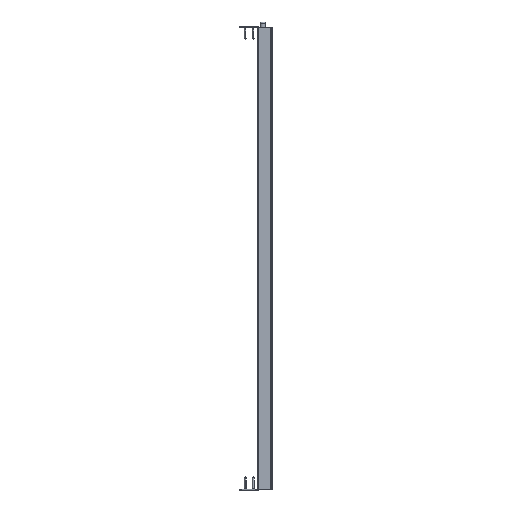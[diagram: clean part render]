
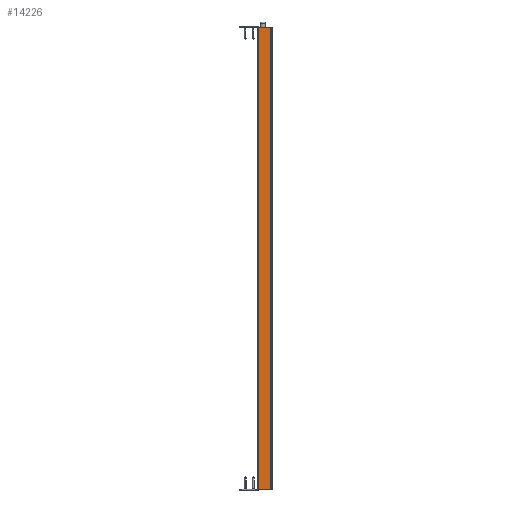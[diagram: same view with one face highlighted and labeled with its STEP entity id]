
A CAD part, left-side view. The second image highlights one B-rep face of the part: STEP entity #14226.
In plain terms, the highlighted planar face has unit normal (-1, 0, 0).
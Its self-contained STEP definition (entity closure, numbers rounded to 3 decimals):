
#811 = VERTEX_POINT ( 'NONE', #36288 ) ;
#1609 = VERTEX_POINT ( 'NONE', #37313 ) ;
#2582 = CARTESIAN_POINT ( 'NONE',  ( -10., 1., 708. ) ) ;
#3956 = CARTESIAN_POINT ( 'NONE',  ( -10., -19., 708. ) ) ;
#4246 = EDGE_CURVE ( 'NONE', #1609, #26285, #33003, .T. ) ;
#5790 = ORIENTED_EDGE ( 'NONE', *, *, #4246, .F. ) ;
#6807 = DIRECTION ( 'NONE',  ( 1., 0., 0. ) ) ;
#7463 = LINE ( 'NONE', #3956, #34216 ) ;
#8795 = ORIENTED_EDGE ( 'NONE', *, *, #14797, .T. ) ;
#8802 = ORIENTED_EDGE ( 'NONE', *, *, #24934, .T. ) ;
#13624 = DIRECTION ( 'NONE',  ( 0., 1., 0. ) ) ;
#14226 = ADVANCED_FACE ( 'NONE', ( #20428 ), #28658, .F. ) ;
#14797 = EDGE_CURVE ( 'NONE', #41595, #811, #29693, .T. ) ;
#17178 = CARTESIAN_POINT ( 'NONE',  ( -10., 0., 708. ) ) ;
#18428 = CARTESIAN_POINT ( 'NONE',  ( -10., 1., 708. ) ) ;
#18706 = VECTOR ( 'NONE', #35021, 1000. ) ;
#20428 = FACE_OUTER_BOUND ( 'NONE', #21522, .T. ) ;
#21522 = EDGE_LOOP ( 'NONE', ( #5790, #8802, #8795, #44645 ) ) ;
#21808 = DIRECTION ( 'NONE',  ( 0., 0., -1. ) ) ;
#22355 = AXIS2_PLACEMENT_3D ( 'NONE', #2582, #6807, #13624 ) ;
#24585 = VECTOR ( 'NONE', #43787, 1000. ) ;
#24934 = EDGE_CURVE ( 'NONE', #1609, #41595, #46301, .T. ) ;
#25229 = CARTESIAN_POINT ( 'NONE',  ( -10., 1., 0. ) ) ;
#25264 = CARTESIAN_POINT ( 'NONE',  ( -10., 0., 0. ) ) ;
#26285 = VERTEX_POINT ( 'NONE', #43111 ) ;
#28658 = PLANE ( 'NONE',  #22355 ) ;
#29693 = LINE ( 'NONE', #25229, #24585 ) ;
#33003 = LINE ( 'NONE', #18428, #41341 ) ;
#34216 = VECTOR ( 'NONE', #21808, 1000. ) ;
#35021 = DIRECTION ( 'NONE',  ( 0., 0., -1. ) ) ;
#36288 = CARTESIAN_POINT ( 'NONE',  ( -10., -19., 0. ) ) ;
#37313 = CARTESIAN_POINT ( 'NONE',  ( -10., 0., 708. ) ) ;
#39834 = DIRECTION ( 'NONE',  ( 0., -1., 0. ) ) ;
#40083 = EDGE_CURVE ( 'NONE', #26285, #811, #7463, .T. ) ;
#41341 = VECTOR ( 'NONE', #39834, 1000. ) ;
#41595 = VERTEX_POINT ( 'NONE', #25264 ) ;
#43111 = CARTESIAN_POINT ( 'NONE',  ( -10., -19., 708. ) ) ;
#43787 = DIRECTION ( 'NONE',  ( 0., -1., 0. ) ) ;
#44645 = ORIENTED_EDGE ( 'NONE', *, *, #40083, .F. ) ;
#46301 = LINE ( 'NONE', #17178, #18706 ) ;
